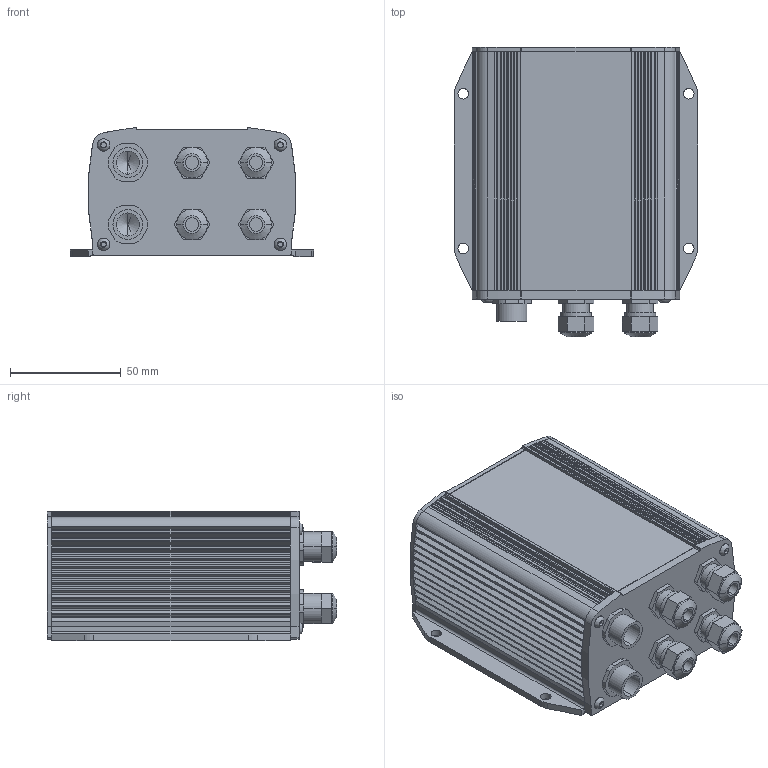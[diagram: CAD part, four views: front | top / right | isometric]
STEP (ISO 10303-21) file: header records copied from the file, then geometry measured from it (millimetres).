
FILE_DESCRIPTION((''),'2;1');
FILE_NAME('161116.2.stp','2017-01-20T13:48:08',(''),(''),'Mechanical Desktop 2009','Mechanical Desktop 2009',', , ');
FILE_SCHEMA(('CONFIG_CONTROL_DESIGN'));
Length unit declared in the file: millimetre
Products named in the file (16): E1611162; E1609204; E1105119; E1105119A; SENKSCHRAUBE_I-6KT_M3X6A; SENKSCHRAUBE_I-6KT_M3X6; E1611166; E1611166A; KABELVERSCHRAUBUNG_M12X1.5_KURZA; KABELVERSCHRAUBUNG_M12X1.5_KURZ; ETHERNETSTECKVERBINDER_M12A; ETHERNETSTECKVERBINDER_M12; E1109281; E1109281A; DINA4V; RM_SDB
Assembly tree (27 placements, depth 3):
  E1611162
    E1609204
    E1105119
      E1105119A
    SENKSCHRAUBE_I-6KT_M3X6A  x4
      SENKSCHRAUBE_I-6KT_M3X6
    E1611166
      E1611166A
    KABELVERSCHRAUBUNG_M12X1.5_KURZA  x4
      KABELVERSCHRAUBUNG_M12X1.5_KURZ
    ETHERNETSTECKVERBINDER_M12A  x2
      ETHERNETSTECKVERBINDER_M12
    E1109281  x4
      E1109281A
      DINA4V
    RM_SDB  x3
Bounding box: 110 x 131 x 58.4 mm (x, y, z)
Volume: 141019.7 mm3; surface area: 110206.8 mm2
Topology: 17 solids, 17 shells, 797 faces, 2053 edges, 1316 vertices
Faces by surface type: plane 398, cylinder 322, cone 71, sphere 4, bspline 2
Entity records: 17395 total; most frequent: DIRECTION 3090, CARTESIAN_POINT 2984, ORIENTED_EDGE 2894, EDGE_CURVE 1447, AXIS2_PLACEMENT_3D 1087, VERTEX_POINT 951, VECTOR 916, LINE 916
